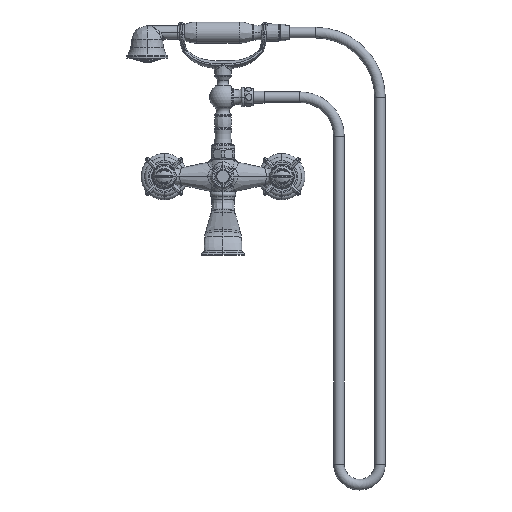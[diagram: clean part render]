
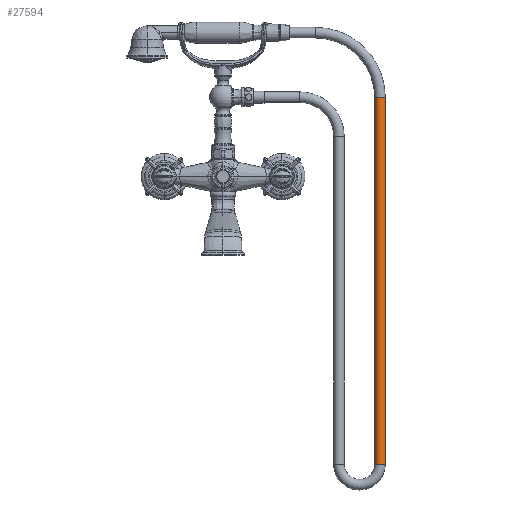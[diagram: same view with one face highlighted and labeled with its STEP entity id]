
A CAD part, top view. The second image highlights one B-rep face of the part: STEP entity #27594.
In plain terms, the highlighted cylindrical face has radius 6.858 mm (diameter 13.716 mm), a partial arc.
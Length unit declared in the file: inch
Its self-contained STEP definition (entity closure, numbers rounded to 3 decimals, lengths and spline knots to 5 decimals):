
#2111=DIRECTION('',(0.,-1.,0.));
#2112=VECTOR('',#2111,18.713);
#2113=CARTESIAN_POINT('',(7.73343,4.04827,0.));
#2114=LINE('',#2113,#2112);
#2115=CARTESIAN_POINT('',(8.00343,4.04827,0.));
#2116=DIRECTION('',(0.,-1.,0.));
#2117=DIRECTION('',(1.,0.,0.));
#2118=AXIS2_PLACEMENT_3D('',#2115,#2116,#2117);
#2120=DIRECTION('',(0.,-1.,0.));
#2121=VECTOR('',#2120,18.713);
#2122=CARTESIAN_POINT('',(8.27343,4.04827,0.));
#2123=LINE('',#2122,#2121);
#2124=CARTESIAN_POINT('',(8.00343,-14.66473,0.));
#2125=DIRECTION('',(0.,-1.,0.));
#2126=DIRECTION('',(1.,0.,0.));
#2127=AXIS2_PLACEMENT_3D('',#2124,#2125,#2126);
#21088=CARTESIAN_POINT('',(7.73343,4.04827,0.));
#21089=CARTESIAN_POINT('',(8.27343,4.04827,0.));
#21090=VERTEX_POINT('',#21088);
#21091=VERTEX_POINT('',#21089);
#21092=CARTESIAN_POINT('',(7.73343,-14.66473,0.));
#21093=VERTEX_POINT('',#21092);
#21094=CARTESIAN_POINT('',(8.27343,-14.66473,0.));
#21095=VERTEX_POINT('',#21094);
#27582=CARTESIAN_POINT('',(8.00343,4.04827,0.));
#27583=DIRECTION('',(0.,-1.,0.));
#27584=DIRECTION('',(-1.,0.,0.));
#27585=AXIS2_PLACEMENT_3D('',#27582,#27583,#27584);
#27586=CYLINDRICAL_SURFACE('',#27585,0.27);
#27587=ORIENTED_EDGE('',*,*,#27547,.F.);
#27588=ORIENTED_EDGE('',*,*,#27577,.T.);
#27590=ORIENTED_EDGE('',*,*,#27589,.T.);
#27591=ORIENTED_EDGE('',*,*,#27573,.F.);
#27592=EDGE_LOOP('',(#27587,#27588,#27590,#27591));
#27593=FACE_OUTER_BOUND('',#27592,.F.);
#27594=ADVANCED_FACE('',(#27593),#27586,.T.);
#2119=CIRCLE('',#2118,0.27);
#2128=CIRCLE('',#2127,0.27);
#27547=EDGE_CURVE('',#21091,#21090,#2119,.T.);
#27573=EDGE_CURVE('',#21090,#21093,#2114,.T.);
#27577=EDGE_CURVE('',#21091,#21095,#2123,.T.);
#27589=EDGE_CURVE('',#21095,#21093,#2128,.T.);
